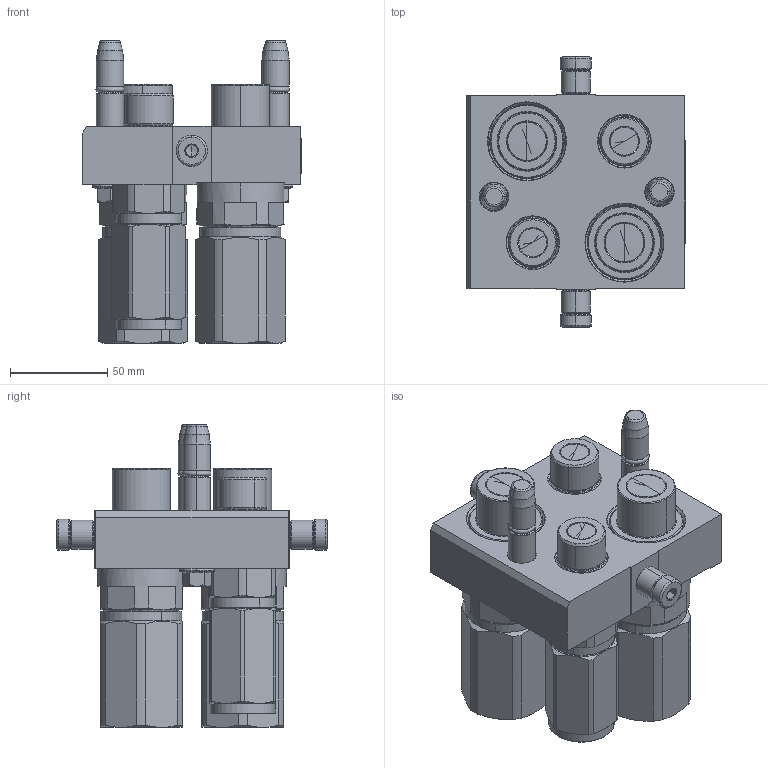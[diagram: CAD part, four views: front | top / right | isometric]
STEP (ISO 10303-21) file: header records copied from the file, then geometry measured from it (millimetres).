
FILE_DESCRIPTION (( 'STEP AP214' ), '1' );
FILE_NAME ('FASTER.step', '2025-03-06T04:25:52', ( '' ), ( '' ), 'SwSTEP 2.0', 'SolidWorks 2017', '' );
FILE_SCHEMA (( 'AUTOMOTIVE_DESIGN' ));
Length unit declared in the file: millimetre
Products named in the file (13): 3ffnp34_gas_m; 3ffnp12_gas_m; 4830_021_0000_000; P510_M_BASE; 4830_028_1000_011; 4830_010_0000_032; 4830_013_3000_030; et002; or2_62x9_19_m; 1540_080_0008_000; FASTER
Assembly tree (19 placements, depth 3):
  FASTER
    P510_M_BASE
      4830_010_0000_032
      4830_013_3000_030  x2
      4830_028_1000_011  x2
      4830_021_0000_000  x2
      1540_080_0008_000  x2
      or2_62x9_19_m  x2
    3ffnp34_gas_m  x2
      3ffnp34_gas_m
    3ffnp12_gas_m  x2
      3ffnp12_gas_m
    et002
Bounding box: 112.3 x 138.6 x 155.35 mm (x, y, z)
Volume: 2873.9 mm3; surface area: 149372.5 mm2
Topology: 5 solids, 54 shells, 2087 faces, 6394 edges, 4270 vertices
Faces by surface type: plane 1194, cylinder 347, cone 334, torus 108, bspline 104
Entity records: 60888 total; most frequent: CARTESIAN_POINT 16580, ORIENTED_EDGE 8086, DIRECTION 7437, EDGE_CURVE 4400, VECTOR 2945, LINE 2945, VERTEX_POINT 2935, AXIS2_PLACEMENT_3D 2246
